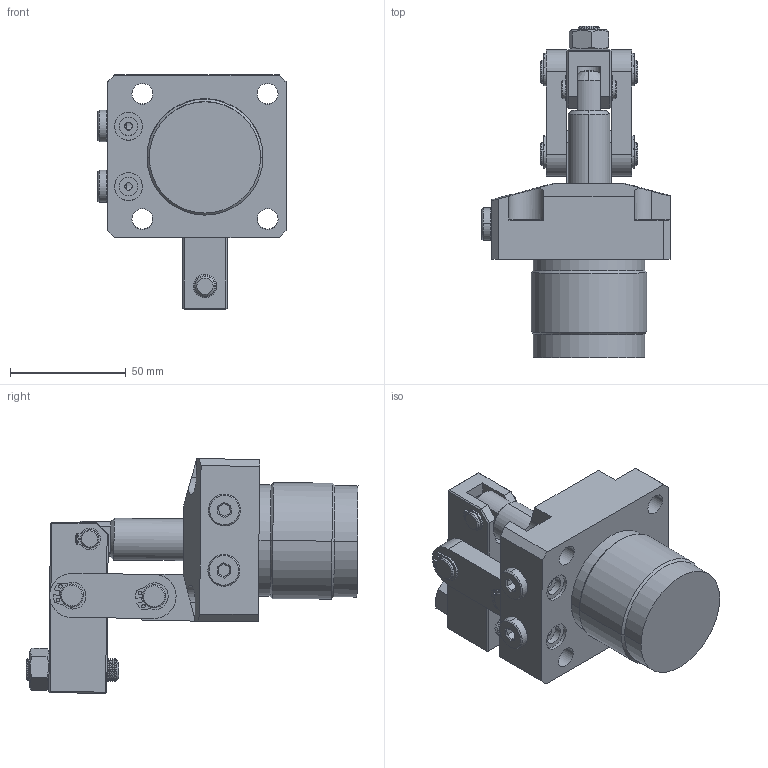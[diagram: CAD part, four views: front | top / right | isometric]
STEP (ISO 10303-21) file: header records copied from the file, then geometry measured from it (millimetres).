
FILE_DESCRIPTION (( 'STEP AP214' ), '1' );
FILE_NAME ('CCLW-10-L杠杆式油压缸三维图.STEP', '2019-04-12T00:56:10', ( '' ), ( '' ), 'SwSTEP 2.0', 'SolidWorks 2016', '' );
FILE_SCHEMA (( 'AUTOMOTIVE_DESIGN' ));
Length unit declared in the file: millimetre
Products named in the file (12): CLW-10蟀裝; CLW-10活塞杆; CCLW-10-L杠杆式油压缸三维图; CCLW-10L-BT; hex nuts, style 1-grades ab gb_GB_FASTENER_NUT_SNAB1 M10-N; hex socket set screws with flat point gb_GB_FASTENER_SCREWS_HSFP M10X40-S; CLW-10酗种粣; 8轴档圈; circlips for shaft--type a large gb_GB_CONNECTING_PIECE_RING_RRA 10; CLW-10傻种粣; G8煦1蹟恇黑芛; CLW-10揤旋
Assembly tree (18 placements, depth 2):
  CCLW-10-L杠杆式油压缸三维图
    CLW-10活塞杆
    CLW-10蟀裝  x2
    CLW-10揤旋
    G8煦1蹟恇黑芛  x2
    CLW-10傻种粣
    circlips for shaft--type a large gb_GB_CONNECTING_PIECE_RING_RRA 10  x4
    8轴档圈  x2
    CLW-10酗种粣  x2
    hex socket set screws with flat point gb_GB_FASTENER_SCREWS_HSFP M10X40-S
    hex nuts, style 1-grades ab gb_GB_FASTENER_NUT_SNAB1 M10-N
    CCLW-10L-BT
Bounding box: 81.2 x 143.18 x 101.14 mm (x, y, z)
Volume: 286611.7 mm3; surface area: 65454.3 mm2
Topology: 18 solids, 18 shells, 777 faces, 1794 edges, 1077 vertices
Faces by surface type: cylinder 318, cone 238, plane 203, bspline 12, torus 6
Entity records: 18311 total; most frequent: CARTESIAN_POINT 3952, DIRECTION 3149, ORIENTED_EDGE 2730, EDGE_CURVE 1365, AXIS2_PLACEMENT_3D 1227, VERTEX_POINT 803, LINE 695, VECTOR 695
